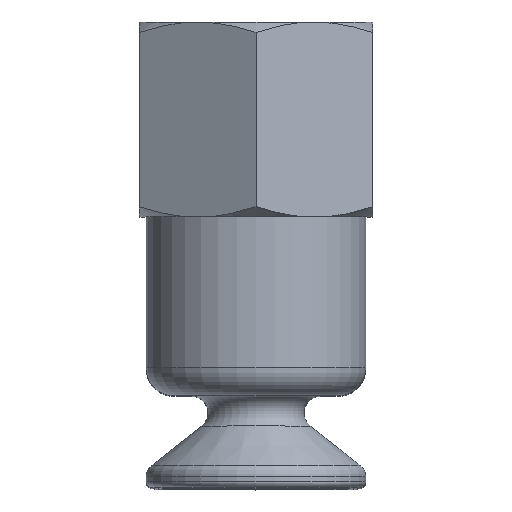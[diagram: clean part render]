
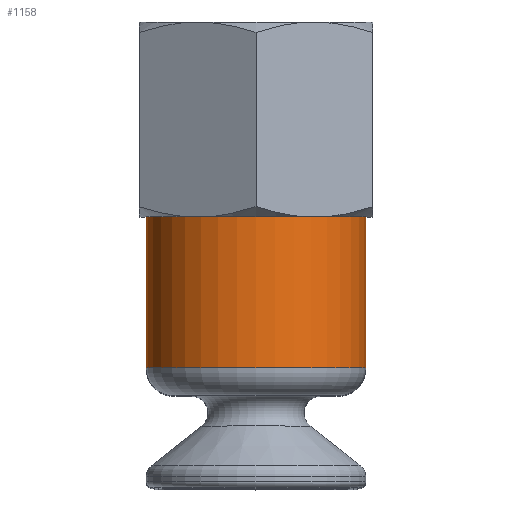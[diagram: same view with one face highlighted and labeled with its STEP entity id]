
A CAD part, top view. The second image highlights one B-rep face of the part: STEP entity #1158.
In plain terms, the highlighted cylindrical face has radius 8 mm (diameter 16 mm), a partial arc.
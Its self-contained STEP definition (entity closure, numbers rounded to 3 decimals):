
#83=CYLINDRICAL_SURFACE('',#1300,8.);
#106=CIRCLE('',#1240,8.);
#141=CIRCLE('',#1301,8.);
#308=ORIENTED_EDGE('',*,*,#606,.F.);
#309=ORIENTED_EDGE('',*,*,#586,.T.);
#310=ORIENTED_EDGE('',*,*,#520,.T.);
#311=ORIENTED_EDGE('',*,*,#589,.T.);
#520=EDGE_CURVE('',#683,#682,#106,.T.);
#586=EDGE_CURVE('',#727,#683,#815,.T.);
#589=EDGE_CURVE('',#682,#730,#818,.T.);
#606=EDGE_CURVE('',#727,#730,#141,.T.);
#682=VERTEX_POINT('',#1811);
#683=VERTEX_POINT('',#1813);
#727=VERTEX_POINT('',#1937);
#730=VERTEX_POINT('',#1948);
#815=LINE('',#1943,#877);
#818=LINE('',#1949,#880);
#877=VECTOR('',#1553,1000.);
#880=VECTOR('',#1558,1000.);
#927=EDGE_LOOP('',(#308,#309,#310,#311));
#1029=FACE_BOUND('',#927,.T.);
#1158=ADVANCED_FACE('',(#1029),#83,.T.);
#1240=AXIS2_PLACEMENT_3D('',#1812,#1424,#1425);
#1300=AXIS2_PLACEMENT_3D('',#1979,#1595,#1596);
#1301=AXIS2_PLACEMENT_3D('',#1980,#1597,#1598);
#1424=DIRECTION('',(0.,-1.,0.));
#1425=DIRECTION('',(0.,0.,-1.));
#1553=DIRECTION('',(0.,1.,0.));
#1558=DIRECTION('',(0.,-1.,0.));
#1595=DIRECTION('',(0.,-1.,0.));
#1596=DIRECTION('',(0.,0.,-1.));
#1597=DIRECTION('',(0.,-1.,0.));
#1598=DIRECTION('',(0.,0.,-1.));
#1811=CARTESIAN_POINT('',(-8.,19.8,20.));
#1812=CARTESIAN_POINT('',(0.,19.8,20.));
#1813=CARTESIAN_POINT('',(8.,19.8,20.));
#1937=CARTESIAN_POINT('',(8.,8.8,20.));
#1943=CARTESIAN_POINT('',(8.,8.8,20.));
#1948=CARTESIAN_POINT('',(-8.,8.8,20.));
#1949=CARTESIAN_POINT('',(-8.,19.8,20.));
#1979=CARTESIAN_POINT('',(0.,0.,20.));
#1980=CARTESIAN_POINT('',(0.,8.8,20.));
